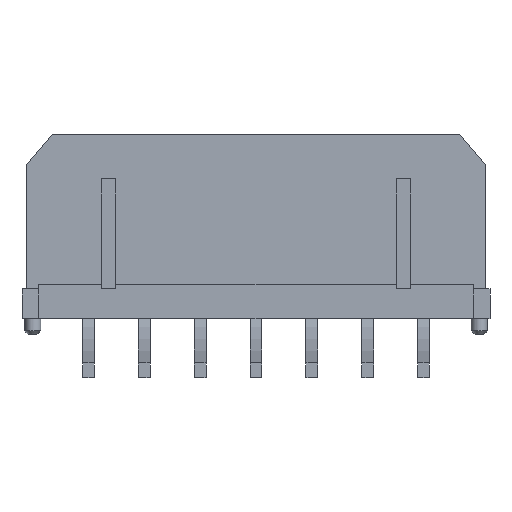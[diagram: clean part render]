
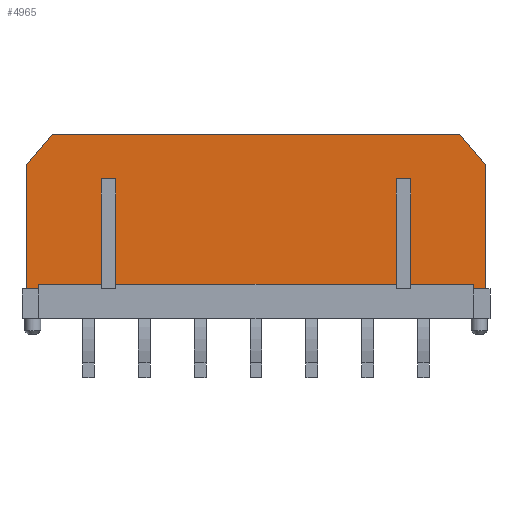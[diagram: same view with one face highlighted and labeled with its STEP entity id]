
A CAD part, front view. The second image highlights one B-rep face of the part: STEP entity #4965.
In plain terms, the highlighted planar face has unit normal (0, -1, 0).
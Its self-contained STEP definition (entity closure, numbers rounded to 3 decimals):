
#593=DIRECTION('',(0.,0.,1.));
#594=VECTOR('',#593,5.66);
#595=CARTESIAN_POINT('',(8.325,-3.43,-3.105));
#596=LINE('',#595,#594);
#597=DIRECTION('',(-1.,0.,0.));
#598=VECTOR('',#597,0.8);
#599=CARTESIAN_POINT('',(8.325,-3.43,2.555));
#600=LINE('',#599,#598);
#601=DIRECTION('',(0.,0.,1.));
#602=VECTOR('',#601,5.66);
#603=CARTESIAN_POINT('',(7.525,-3.43,-3.105));
#604=LINE('',#603,#602);
#605=DIRECTION('',(-1.,0.,0.));
#606=VECTOR('',#605,15.05);
#607=CARTESIAN_POINT('',(7.525,-3.43,-3.105));
#608=LINE('',#607,#606);
#609=DIRECTION('',(0.,0.,1.));
#610=VECTOR('',#609,5.66);
#611=CARTESIAN_POINT('',(-7.525,-3.43,-3.105));
#612=LINE('',#611,#610);
#613=DIRECTION('',(-1.,0.,0.));
#614=VECTOR('',#613,0.8);
#615=CARTESIAN_POINT('',(-7.525,-3.43,2.555));
#616=LINE('',#615,#614);
#617=DIRECTION('',(0.,0.,1.));
#618=VECTOR('',#617,5.66);
#619=CARTESIAN_POINT('',(-8.325,-3.43,-3.105));
#620=LINE('',#619,#618);
#621=DIRECTION('',(-1.,0.,0.));
#622=VECTOR('',#621,3.36);
#623=CARTESIAN_POINT('',(-8.325,-3.43,-3.105));
#624=LINE('',#623,#622);
#625=DIRECTION('',(0.,0.,1.));
#626=VECTOR('',#625,0.25);
#627=CARTESIAN_POINT('',(-11.685,-3.43,-3.355));
#628=LINE('',#627,#626);
#629=DIRECTION('',(1.,0.,0.));
#630=VECTOR('',#629,0.64);
#631=CARTESIAN_POINT('',(-12.325,-3.43,-3.355));
#632=LINE('',#631,#630);
#633=DIRECTION('',(0.,0.,1.));
#634=VECTOR('',#633,6.66);
#635=CARTESIAN_POINT('',(-12.325,-3.43,-3.355));
#636=LINE('',#635,#634);
#637=DIRECTION('',(0.643,0.,0.766));
#638=VECTOR('',#637,2.154);
#639=CARTESIAN_POINT('',(-12.325,-3.43,3.305));
#640=LINE('',#639,#638);
#641=DIRECTION('',(0.643,0.,-0.766));
#642=VECTOR('',#641,2.154);
#643=CARTESIAN_POINT('',(10.94,-3.43,4.955));
#644=LINE('',#643,#642);
#645=DIRECTION('',(-1.,0.,0.));
#646=VECTOR('',#645,0.64);
#647=CARTESIAN_POINT('',(12.325,-3.43,-3.355));
#648=LINE('',#647,#646);
#649=DIRECTION('',(0.,0.,1.));
#650=VECTOR('',#649,0.25);
#651=CARTESIAN_POINT('',(11.685,-3.43,-3.355));
#652=LINE('',#651,#650);
#653=DIRECTION('',(-1.,0.,0.));
#654=VECTOR('',#653,3.36);
#655=CARTESIAN_POINT('',(11.685,-3.43,-3.105));
#656=LINE('',#655,#654);
#869=DIRECTION('',(1.,0.,0.));
#870=VECTOR('',#869,21.881);
#871=CARTESIAN_POINT('',(-10.94,-3.43,4.955));
#872=LINE('',#871,#870);
#1297=DIRECTION('',(0.,0.,1.));
#1298=VECTOR('',#1297,6.66);
#1299=CARTESIAN_POINT('',(12.325,-3.43,-3.355));
#1300=LINE('',#1299,#1298);
#3307=CARTESIAN_POINT('',(10.94,-3.43,4.955));
#3309=VERTEX_POINT('',#3307);
#3315=CARTESIAN_POINT('',(-10.94,-3.43,4.955));
#3317=VERTEX_POINT('',#3315);
#3328=CARTESIAN_POINT('',(-12.325,-3.43,3.305));
#3330=VERTEX_POINT('',#3328);
#3331=CARTESIAN_POINT('',(12.325,-3.43,3.305));
#3332=VERTEX_POINT('',#3331);
#3367=CARTESIAN_POINT('',(-12.325,-3.43,-3.355));
#3368=CARTESIAN_POINT('',(-11.685,-3.43,-3.355));
#3369=VERTEX_POINT('',#3367);
#3370=VERTEX_POINT('',#3368);
#3371=CARTESIAN_POINT('',(12.325,-3.43,-3.355));
#3372=CARTESIAN_POINT('',(11.685,-3.43,-3.355));
#3373=VERTEX_POINT('',#3371);
#3374=VERTEX_POINT('',#3372);
#3379=CARTESIAN_POINT('',(-11.685,-3.43,-3.105));
#3380=VERTEX_POINT('',#3379);
#3381=CARTESIAN_POINT('',(11.685,-3.43,-3.105));
#3382=VERTEX_POINT('',#3381);
#4019=CARTESIAN_POINT('',(8.325,-3.43,-3.105));
#4020=CARTESIAN_POINT('',(8.325,-3.43,2.555));
#4021=VERTEX_POINT('',#4019);
#4022=VERTEX_POINT('',#4020);
#4023=CARTESIAN_POINT('',(7.525,-3.43,2.555));
#4024=VERTEX_POINT('',#4023);
#4025=CARTESIAN_POINT('',(7.525,-3.43,-3.105));
#4026=VERTEX_POINT('',#4025);
#4027=CARTESIAN_POINT('',(-7.525,-3.43,-3.105));
#4028=CARTESIAN_POINT('',(-7.525,-3.43,2.555));
#4029=VERTEX_POINT('',#4027);
#4030=VERTEX_POINT('',#4028);
#4031=CARTESIAN_POINT('',(-8.325,-3.43,2.555));
#4032=VERTEX_POINT('',#4031);
#4033=CARTESIAN_POINT('',(-8.325,-3.43,-3.105));
#4034=VERTEX_POINT('',#4033);
#4923=CARTESIAN_POINT('',(-12.325,-3.43,-4.955));
#4924=DIRECTION('',(0.,-1.,0.));
#4925=DIRECTION('',(1.,0.,0.));
#4926=AXIS2_PLACEMENT_3D('',#4923,#4924,#4925);
#4927=PLANE('',#4926);
#4929=ORIENTED_EDGE('',*,*,#4928,.T.);
#4931=ORIENTED_EDGE('',*,*,#4930,.T.);
#4933=ORIENTED_EDGE('',*,*,#4932,.F.);
#4935=ORIENTED_EDGE('',*,*,#4934,.T.);
#4937=ORIENTED_EDGE('',*,*,#4936,.T.);
#4939=ORIENTED_EDGE('',*,*,#4938,.T.);
#4941=ORIENTED_EDGE('',*,*,#4940,.F.);
#4943=ORIENTED_EDGE('',*,*,#4942,.T.);
#4945=ORIENTED_EDGE('',*,*,#4944,.F.);
#4947=ORIENTED_EDGE('',*,*,#4946,.F.);
#4949=ORIENTED_EDGE('',*,*,#4948,.T.);
#4951=ORIENTED_EDGE('',*,*,#4950,.T.);
#4953=ORIENTED_EDGE('',*,*,#4952,.T.);
#4955=ORIENTED_EDGE('',*,*,#4954,.T.);
#4957=ORIENTED_EDGE('',*,*,#4956,.F.);
#4958=ORIENTED_EDGE('',*,*,#4910,.T.);
#4960=ORIENTED_EDGE('',*,*,#4959,.T.);
#4962=ORIENTED_EDGE('',*,*,#4961,.T.);
#4963=EDGE_LOOP('',(#4929,#4931,#4933,#4935,#4937,#4939,#4941,#4943,#4945,#4947,
#4949,#4951,#4953,#4955,#4957,#4958,#4960,#4962));
#4964=FACE_OUTER_BOUND('',#4963,.F.);
#4965=ADVANCED_FACE('',(#4964),#4927,.T.);
#4910=EDGE_CURVE('',#3373,#3374,#648,.T.);
#4928=EDGE_CURVE('',#4021,#4022,#596,.T.);
#4930=EDGE_CURVE('',#4022,#4024,#600,.T.);
#4932=EDGE_CURVE('',#4026,#4024,#604,.T.);
#4934=EDGE_CURVE('',#4026,#4029,#608,.T.);
#4936=EDGE_CURVE('',#4029,#4030,#612,.T.);
#4938=EDGE_CURVE('',#4030,#4032,#616,.T.);
#4940=EDGE_CURVE('',#4034,#4032,#620,.T.);
#4942=EDGE_CURVE('',#4034,#3380,#624,.T.);
#4944=EDGE_CURVE('',#3370,#3380,#628,.T.);
#4946=EDGE_CURVE('',#3369,#3370,#632,.T.);
#4948=EDGE_CURVE('',#3369,#3330,#636,.T.);
#4950=EDGE_CURVE('',#3330,#3317,#640,.T.);
#4952=EDGE_CURVE('',#3317,#3309,#872,.T.);
#4954=EDGE_CURVE('',#3309,#3332,#644,.T.);
#4956=EDGE_CURVE('',#3373,#3332,#1300,.T.);
#4959=EDGE_CURVE('',#3374,#3382,#652,.T.);
#4961=EDGE_CURVE('',#3382,#4021,#656,.T.);
